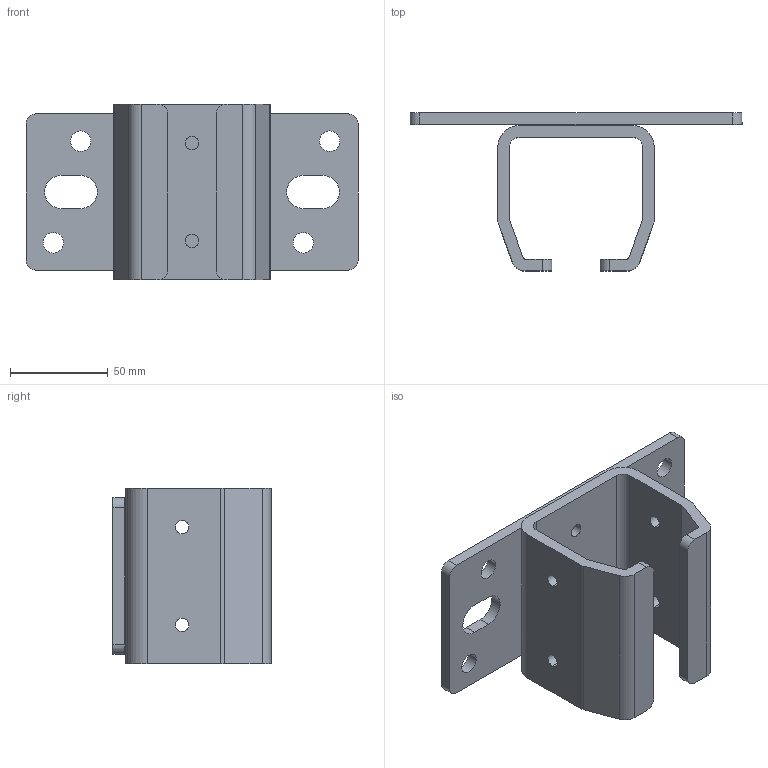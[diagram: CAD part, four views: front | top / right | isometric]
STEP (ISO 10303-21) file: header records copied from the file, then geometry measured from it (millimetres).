
FILE_DESCRIPTION (( 'STEP AP214' ), '1' );
FILE_NAME ('25.B02.STEP', '2018-09-04T11:31:13', ( '' ), ( '' ), 'SwSTEP 2.0', 'SolidWorks 2018', '' );
FILE_SCHEMA (( 'AUTOMOTIVE_DESIGN' ));
Length unit declared in the file: millimetre
Products named in the file (3): 2.25.B02.07P; 2.25.B00.04T; 25.B02
Assembly tree (2 placements, depth 2):
  25.B02
    2.25.B00.04T
    2.25.B02.07P
Bounding box: 170 x 81 x 90 mm (x, y, z)
Volume: 201956.5 mm3; surface area: 76861.1 mm2
Topology: 2 solids, 2 shells, 371 faces, 993 edges, 663 vertices
Faces by surface type: plane 275, cylinder 84, sphere 6, torus 6
Entity records: 11753 total; most frequent: CARTESIAN_POINT 2032, ORIENTED_EDGE 1986, DIRECTION 1943, EDGE_CURVE 993, LINE 795, VECTOR 795, VERTEX_POINT 663, AXIS2_PLACEMENT_3D 574
